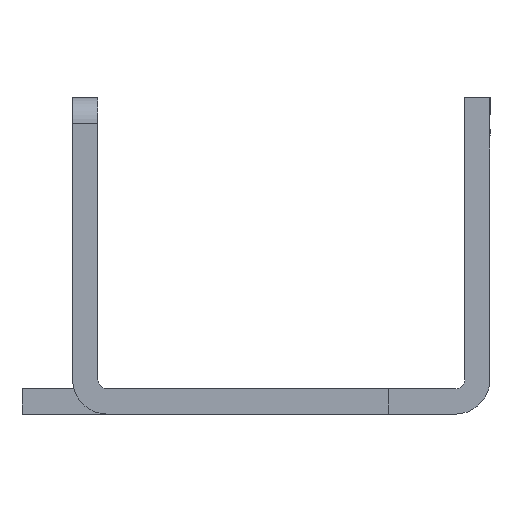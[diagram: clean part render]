
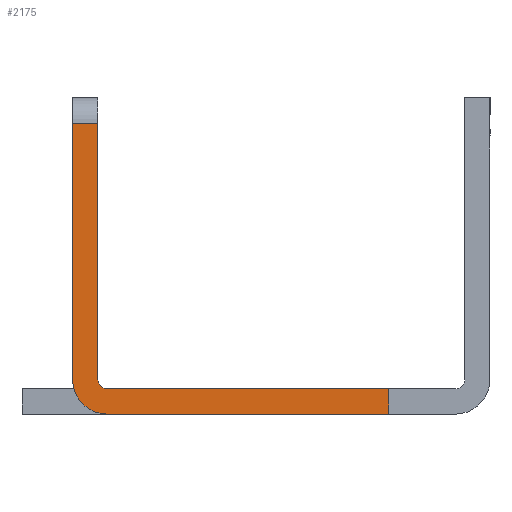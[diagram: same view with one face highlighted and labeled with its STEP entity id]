
A CAD part, left-side view. The second image highlights one B-rep face of the part: STEP entity #2175.
In plain terms, the highlighted planar face has unit normal (-1, 0, 0).
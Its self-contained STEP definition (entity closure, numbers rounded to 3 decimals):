
#34 = DIRECTION ( 'NONE',  ( 0., 0., 1. ) ) ;
#68 = CARTESIAN_POINT ( 'NONE',  ( 0., -25., -2. ) ) ;
#78 = LINE ( 'NONE', #2766, #2075 ) ;
#113 = ORIENTED_EDGE ( 'NONE', *, *, #885, .T. ) ;
#127 = DIRECTION ( 'NONE',  ( 0., -1., 0. ) ) ;
#137 = VERTEX_POINT ( 'NONE', #900 ) ;
#149 = ORIENTED_EDGE ( 'NONE', *, *, #297, .T. ) ;
#165 = VERTEX_POINT ( 'NONE', #2533 ) ;
#297 = EDGE_CURVE ( 'NONE', #531, #1076, #1336, .T. ) ;
#368 = VECTOR ( 'NONE', #962, 1000. ) ;
#369 = DIRECTION ( 'NONE',  ( 0., 1., 0. ) ) ;
#416 = AXIS2_PLACEMENT_3D ( 'NONE', #3373, #1201, #3160 ) ;
#463 = ORIENTED_EDGE ( 'NONE', *, *, #3388, .F. ) ;
#476 = EDGE_CURVE ( 'NONE', #165, #1076, #942, .T. ) ;
#531 = VERTEX_POINT ( 'NONE', #3246 ) ;
#698 = CARTESIAN_POINT ( 'NONE',  ( 0., 0., 0.737 ) ) ;
#776 = LINE ( 'NONE', #68, #2240 ) ;
#885 = EDGE_CURVE ( 'NONE', #165, #1726, #2880, .T. ) ;
#900 = CARTESIAN_POINT ( 'NONE',  ( 0., -25., 0. ) ) ;
#942 = LINE ( 'NONE', #1580, #368 ) ;
#962 = DIRECTION ( 'NONE',  ( 0., 0., -1. ) ) ;
#970 = CARTESIAN_POINT ( 'NONE',  ( 0., 0., 21. ) ) ;
#1014 = VECTOR ( 'NONE', #127, 1000. ) ;
#1076 = VERTEX_POINT ( 'NONE', #2715 ) ;
#1199 = DIRECTION ( 'NONE',  ( 0., 0., -1. ) ) ;
#1201 = DIRECTION ( 'NONE',  ( -1., 0., 0. ) ) ;
#1235 = DIRECTION ( 'NONE',  ( 0., 0., 1. ) ) ;
#1260 = ORIENTED_EDGE ( 'NONE', *, *, #2048, .F. ) ;
#1336 = CIRCLE ( 'NONE', #1398, 0.737 ) ;
#1398 = AXIS2_PLACEMENT_3D ( 'NONE', #2779, #1725, #34 ) ;
#1565 = AXIS2_PLACEMENT_3D ( 'NONE', #1989, #2086, #1235 ) ;
#1569 = VECTOR ( 'NONE', #1199, 1000. ) ;
#1580 = CARTESIAN_POINT ( 'NONE',  ( 0., -2., 0. ) ) ;
#1696 = CARTESIAN_POINT ( 'NONE',  ( 0., -25., -2. ) ) ;
#1709 = CARTESIAN_POINT ( 'NONE',  ( 0., 0., 0. ) ) ;
#1725 = DIRECTION ( 'NONE',  ( 1., 0., 0. ) ) ;
#1726 = VERTEX_POINT ( 'NONE', #2606 ) ;
#1786 = EDGE_LOOP ( 'NONE', ( #2886, #1260, #3618, #149, #3394, #113, #1941, #463 ) ) ;
#1941 = ORIENTED_EDGE ( 'NONE', *, *, #3509, .T. ) ;
#1989 = CARTESIAN_POINT ( 'NONE',  ( 0., -2.737, 0.737 ) ) ;
#2048 = EDGE_CURVE ( 'NONE', #137, #2172, #776, .T. ) ;
#2075 = VECTOR ( 'NONE', #3151, 1000. ) ;
#2086 = DIRECTION ( 'NONE',  ( 1., 0., 0. ) ) ;
#2172 = VERTEX_POINT ( 'NONE', #1696 ) ;
#2175 = ADVANCED_FACE ( 'NONE', ( #2807 ), #2268, .T. ) ;
#2231 = DIRECTION ( 'NONE',  ( 0., 0., -1. ) ) ;
#2240 = VECTOR ( 'NONE', #2231, 1000. ) ;
#2268 = PLANE ( 'NONE',  #416 ) ;
#2326 = EDGE_CURVE ( 'NONE', #2677, #2172, #78, .T. ) ;
#2506 = EDGE_CURVE ( 'NONE', #531, #137, #2922, .T. ) ;
#2533 = CARTESIAN_POINT ( 'NONE',  ( 0., -2., 21. ) ) ;
#2606 = CARTESIAN_POINT ( 'NONE',  ( 0., 0., 21. ) ) ;
#2677 = VERTEX_POINT ( 'NONE', #2691 ) ;
#2691 = CARTESIAN_POINT ( 'NONE',  ( 0., -2.737, -2. ) ) ;
#2715 = CARTESIAN_POINT ( 'NONE',  ( 0., -2., 0.737 ) ) ;
#2766 = CARTESIAN_POINT ( 'NONE',  ( 0., 0., -2. ) ) ;
#2779 = CARTESIAN_POINT ( 'NONE',  ( 0., -2.737, 0.737 ) ) ;
#2807 = FACE_OUTER_BOUND ( 'NONE', #1786, .T. ) ;
#2880 = LINE ( 'NONE', #970, #3019 ) ;
#2886 = ORIENTED_EDGE ( 'NONE', *, *, #2326, .T. ) ;
#2922 = LINE ( 'NONE', #1709, #1014 ) ;
#3019 = VECTOR ( 'NONE', #369, 1000. ) ;
#3146 = CIRCLE ( 'NONE', #1565, 2.737 ) ;
#3151 = DIRECTION ( 'NONE',  ( 0., -1., 0. ) ) ;
#3159 = VERTEX_POINT ( 'NONE', #698 ) ;
#3160 = DIRECTION ( 'NONE',  ( 0., -1., 0. ) ) ;
#3192 = CARTESIAN_POINT ( 'NONE',  ( 0., 0., 23. ) ) ;
#3246 = CARTESIAN_POINT ( 'NONE',  ( 0., -2.737, 0. ) ) ;
#3373 = CARTESIAN_POINT ( 'NONE',  ( 0., 0., -2. ) ) ;
#3388 = EDGE_CURVE ( 'NONE', #2677, #3159, #3146, .T. ) ;
#3394 = ORIENTED_EDGE ( 'NONE', *, *, #476, .F. ) ;
#3451 = LINE ( 'NONE', #3192, #1569 ) ;
#3509 = EDGE_CURVE ( 'NONE', #1726, #3159, #3451, .T. ) ;
#3618 = ORIENTED_EDGE ( 'NONE', *, *, #2506, .F. ) ;
